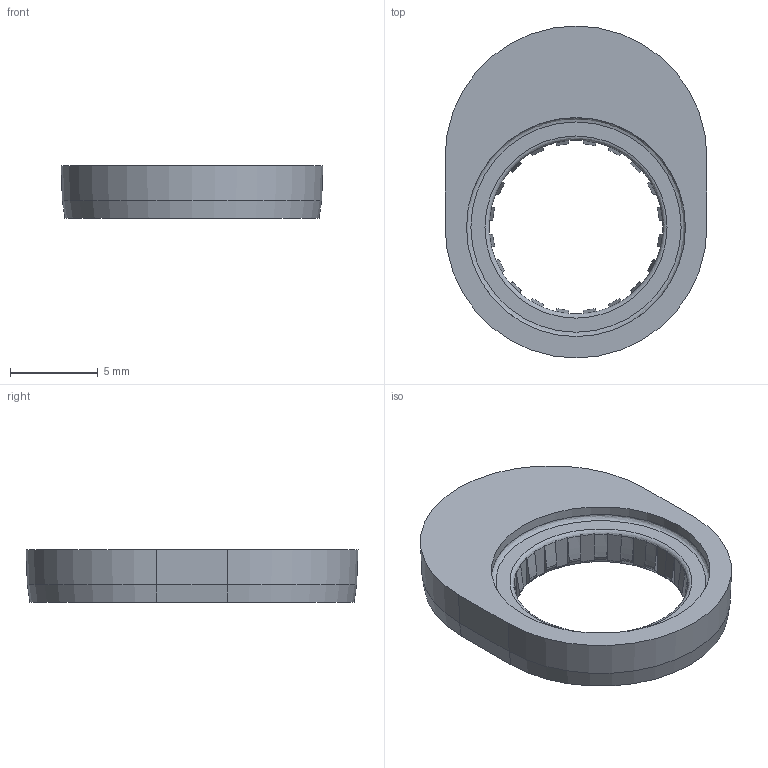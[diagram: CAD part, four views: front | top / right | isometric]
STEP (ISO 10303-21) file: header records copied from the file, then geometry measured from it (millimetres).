
FILE_DESCRIPTION(('FreeCAD Model'),'2;1');
FILE_NAME('Open CASCADE Shape Model','2024-08-04T09:44:45',(''),(''), 'Open CASCADE STEP processor 7.6','FreeCAD','Unknown');
FILE_SCHEMA(('AUTOMOTIVE_DESIGN { 1 0 10303 214 1 1 1 1 }'));
Length unit declared in the file: millimetre
Products named in the file (1): PolarPattern026
Bounding box: 14.95 x 18.95 x 3 mm (x, y, z)
Volume: 428.4 mm3; surface area: 566.5 mm2
Topology: 1 solids, 1 shells, 115 faces, 350 edges, 238 vertices
Faces by surface type: plane 67, cone 25, revolution 22, cylinder 1
Full cylindrical faces by diameter (mm): 12.5 x1
Entity records: 13297 total; most frequent: CARTESIAN_POINT 7308, DIRECTION 890, ORIENTED_EDGE 700, PCURVE 700, DEFINITIONAL_REPRESENTATION 700, B_SPLINE_CURVE_WITH_KNOTS 485, EDGE_CURVE 350, SURFACE_CURVE 346
